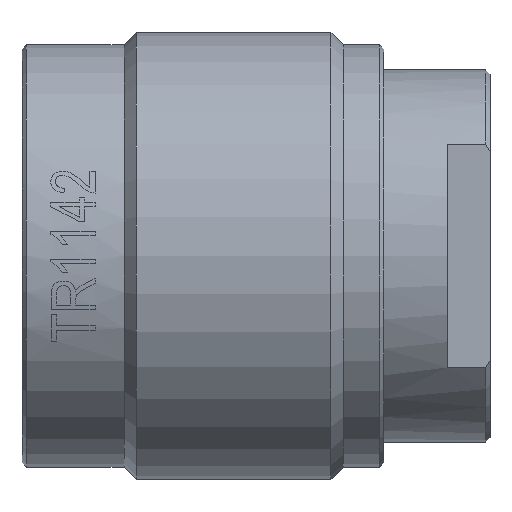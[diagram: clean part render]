
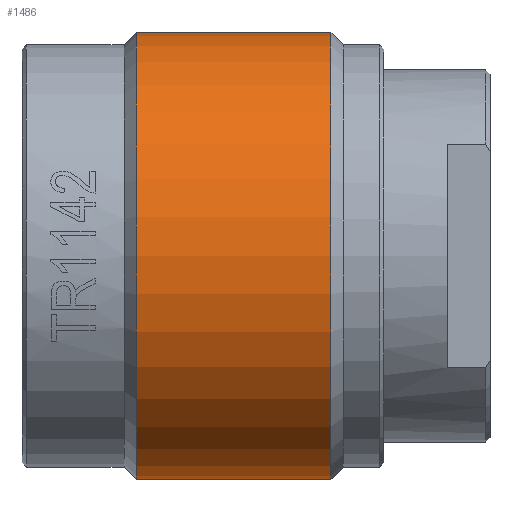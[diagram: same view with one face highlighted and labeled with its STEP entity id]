
A CAD part, top view. The second image highlights one B-rep face of the part: STEP entity #1486.
In plain terms, the highlighted cylindrical face has radius 10.5 mm (diameter 21 mm), a partial arc.
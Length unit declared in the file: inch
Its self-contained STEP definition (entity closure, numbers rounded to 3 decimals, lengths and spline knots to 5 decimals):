
#115 = AXIS2_PLACEMENT_3D ( 'NONE', #939, #1355, #2423 ) ;
#183 = ORIENTED_EDGE ( 'NONE', *, *, #1732, .F. ) ;
#448 = DIRECTION ( 'NONE',  ( -1., 0., 0. ) ) ;
#457 = ORIENTED_EDGE ( 'NONE', *, *, #459, .F. ) ;
#459 = EDGE_CURVE ( 'NONE', #602, #773, #2363, .T. ) ;
#519 = AXIS2_PLACEMENT_3D ( 'NONE', #1029, #2077, #1896 ) ;
#582 = EDGE_CURVE ( 'NONE', #1787, #773, #2499, .T. ) ;
#602 = VERTEX_POINT ( 'NONE', #685 ) ;
#685 = CARTESIAN_POINT ( 'NONE',  ( 0.57185, -0.41339, 0. ) ) ;
#773 = VERTEX_POINT ( 'NONE', #1628 ) ;
#939 = CARTESIAN_POINT ( 'NONE',  ( 0.90945, 0., 0. ) ) ;
#1025 = AXIS2_PLACEMENT_3D ( 'NONE', #1782, #2613, #2642 ) ;
#1029 = CARTESIAN_POINT ( 'NONE',  ( 0.57185, 0., 0. ) ) ;
#1083 = DIRECTION ( 'NONE',  ( -1., 0., 0. ) ) ;
#1199 = VECTOR ( 'NONE', #448, 39.37008 ) ;
#1236 = VECTOR ( 'NONE', #1083, 39.37008 ) ;
#1301 = CARTESIAN_POINT ( 'NONE',  ( 0.21161, 0.41339, 0. ) ) ;
#1355 = DIRECTION ( 'NONE',  ( -1., 0., 0. ) ) ;
#1372 = EDGE_CURVE ( 'NONE', #2022, #1787, #1514, .T. ) ;
#1478 = ORIENTED_EDGE ( 'NONE', *, *, #1372, .T. ) ;
#1486 = ADVANCED_FACE ( 'NONE', ( #2248 ), #2645, .T. ) ;
#1514 = LINE ( 'NONE', #2367, #1236 ) ;
#1595 = CARTESIAN_POINT ( 'NONE',  ( 0.57185, 0.41339, 0. ) ) ;
#1628 = CARTESIAN_POINT ( 'NONE',  ( 0.21161, -0.41339, 0. ) ) ;
#1691 = CARTESIAN_POINT ( 'NONE',  ( 0.57185, -0.41339, 0. ) ) ;
#1732 = EDGE_CURVE ( 'NONE', #2022, #602, #2305, .T. ) ;
#1782 = CARTESIAN_POINT ( 'NONE',  ( 0.21161, 0., 0. ) ) ;
#1787 = VERTEX_POINT ( 'NONE', #1301 ) ;
#1793 = ORIENTED_EDGE ( 'NONE', *, *, #582, .T. ) ;
#1896 = DIRECTION ( 'NONE',  ( 0., 1., 0. ) ) ;
#2022 = VERTEX_POINT ( 'NONE', #1595 ) ;
#2077 = DIRECTION ( 'NONE',  ( 1., 0., 0. ) ) ;
#2248 = FACE_OUTER_BOUND ( 'NONE', #2562, .T. ) ;
#2305 = CIRCLE ( 'NONE', #519, 0.41339 ) ;
#2363 = LINE ( 'NONE', #1691, #1199 ) ;
#2367 = CARTESIAN_POINT ( 'NONE',  ( 0.57185, 0.41339, 0. ) ) ;
#2423 = DIRECTION ( 'NONE',  ( 0., 1., 0. ) ) ;
#2499 = CIRCLE ( 'NONE', #1025, 0.41339 ) ;
#2562 = EDGE_LOOP ( 'NONE', ( #1793, #457, #183, #1478 ) ) ;
#2613 = DIRECTION ( 'NONE',  ( 1., 0., 0. ) ) ;
#2642 = DIRECTION ( 'NONE',  ( 0., 1., 0. ) ) ;
#2645 = CYLINDRICAL_SURFACE ( 'NONE', #115, 0.41339 ) ;
